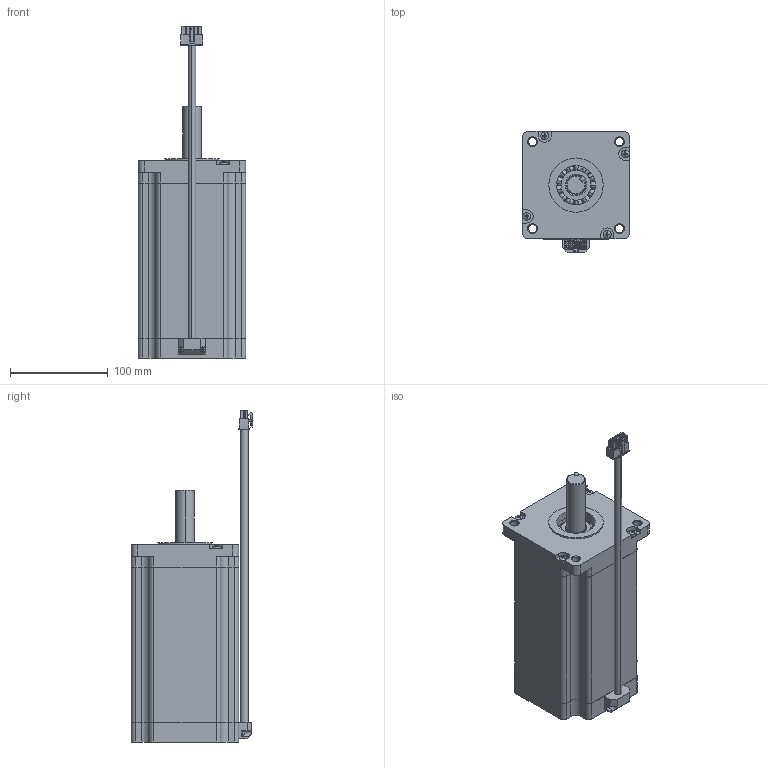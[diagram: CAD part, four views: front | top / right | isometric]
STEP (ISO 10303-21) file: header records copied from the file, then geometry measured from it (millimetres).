
FILE_DESCRIPTION (( 'STEP AP214' ), '1' );
FILE_NAME ('STP-MTRAC-42202.STEP', '2021-02-01T20:26:48', ( '' ), ( '' ), 'SwSTEP 2.0', 'SolidWorks 2017', '' );
FILE_SCHEMA (( 'AUTOMOTIVE_DESIGN' ));
Length unit declared in the file: inch
Products named in the file (1): STP-MTRAC-42202
Bounding box: 109.8 x 124.06 x 339.6 mm (x, y, z)
Volume: 1038386.1 mm3; surface area: 267305.9 mm2
Topology: 13 solids, 13 shells, 997 faces, 2876 edges, 1883 vertices
Faces by surface type: plane 602, cylinder 205, bspline 163, cone 23, torus 4
Entity records: 49484 total; most frequent: CARTESIAN_POINT 10953, ORIENTED_EDGE 5752, DIRECTION 4726, EDGE_CURVE 2876, VERTEX_POINT 1883, VECTOR 1714, LINE 1714, AXIS2_PLACEMENT_3D 1506
